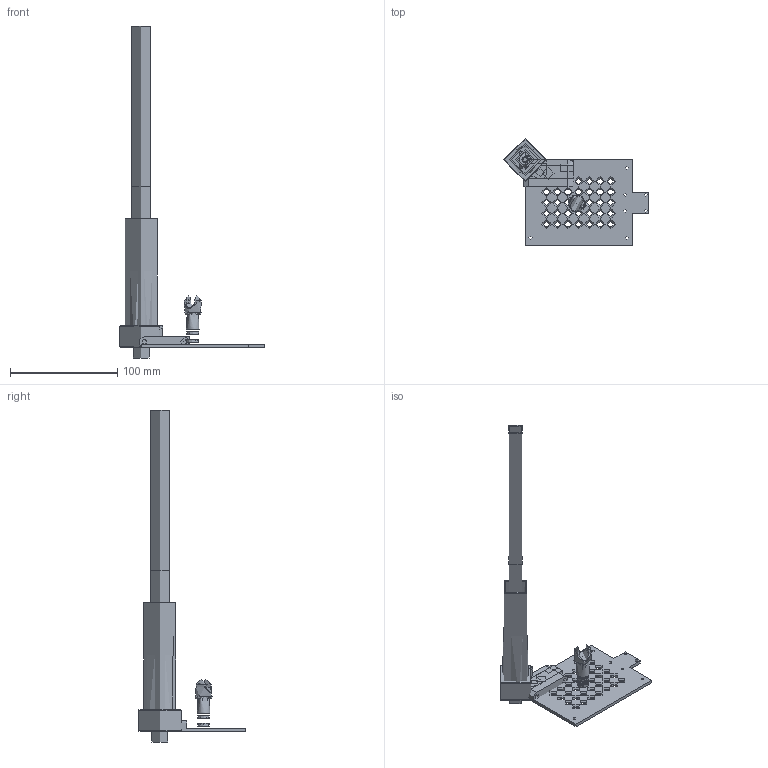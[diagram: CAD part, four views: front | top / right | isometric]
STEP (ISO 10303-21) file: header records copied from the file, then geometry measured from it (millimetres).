
FILE_DESCRIPTION(/* description */ ('Alibre Inc.'),/* implementation_level */ '2;1');
FILE_NAME(/* name */ 'export0',/* time_stamp */ '2011-03-04T00:53:40+02:00',/* author */ (''),/* organization */ (''),/* preprocessor_version */ 'ST-DEVELOPER v10',/* originating_system */ 'Alibre',/* authorisation */ '');
FILE_SCHEMA (('ALIBRE_SCHEMA','CONFIG_CONTROL_DESIGN'));
Length unit declared in the file: centimetre
Products named in the file (32): ID_1; 1; 2; 3; SKF | 618/5
Bounding box: 135 x 100 x 310 mm (x, y, z)
Volume: 133027.3 mm3
Topology: 26 solids, 47 shells, 474 faces, 1154 edges, 783 vertices
Faces by surface type: plane 197, cylinder 162, cone 49, torus 41, bspline 23, sphere 1, revolution 1
Full cylindrical faces by diameter (mm): 2.013 x1, 2.459 x4, 3 x14, 3.5 x13, 4.134 x1, 4.917 x3, 5 x2, 6 x41, 7 x1, 8 x7, 10.106 x2, 11 x2, 11.8 x2, 12 x1, 14.8 x5, 16 x1, 18 x4, 26 x1, 30 x1, 40 x2
Entity records: 58263 total; most frequent: CARTESIAN_POINT 22770, DIRECTION 3047, ORIENTED_EDGE 1836, REFERENCEDEPENDENTUV 1756, PERSISTANTTOPOLOGYATTRIBUTE 1413, INTEGERVALUEPAIR 1384, CONSTRAINTPAIRUV 1086, AXIS2_PLACEMENT_3D 1044
